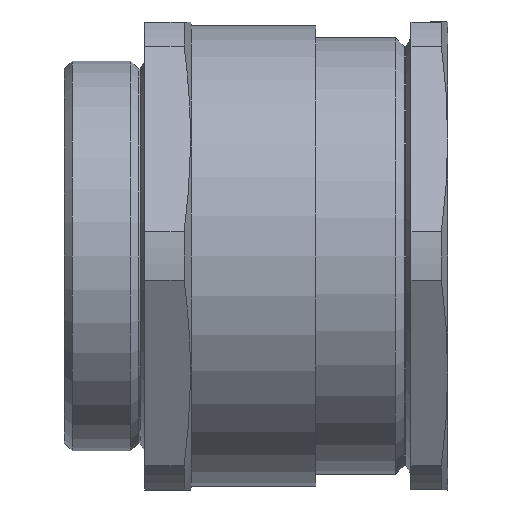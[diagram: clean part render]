
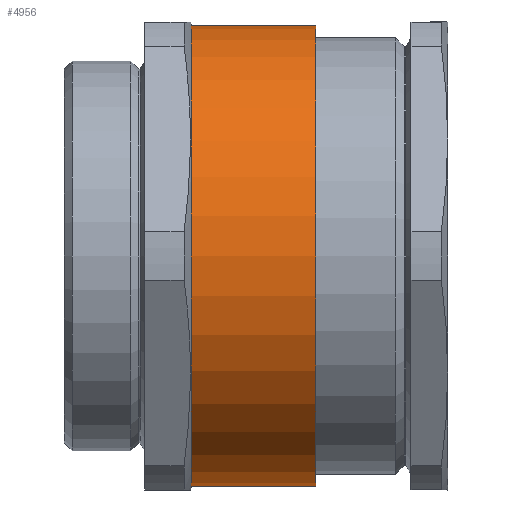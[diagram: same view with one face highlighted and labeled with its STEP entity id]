
A CAD part, front view. The second image highlights one B-rep face of the part: STEP entity #4956.
In plain terms, the highlighted cylindrical face has radius 29.5 mm (diameter 59 mm), a partial arc.
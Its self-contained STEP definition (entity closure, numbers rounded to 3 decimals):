
#255 = AXIS2_PLACEMENT_3D ( 'NONE', #4472, #1773, #4028 ) ;
#452 = AXIS2_PLACEMENT_3D ( 'NONE', #5060, #1598, #787 ) ;
#535 = DIRECTION ( 'NONE',  ( 1., 0., 0. ) ) ;
#787 = DIRECTION ( 'NONE',  ( 0., 0., -1. ) ) ;
#1143 = AXIS2_PLACEMENT_3D ( 'NONE', #4465, #535, #4404 ) ;
#1247 = FACE_OUTER_BOUND ( 'NONE', #4951, .T. ) ;
#1332 = VERTEX_POINT ( 'NONE', #4909 ) ;
#1433 = CIRCLE ( 'NONE', #452, 29.5 ) ;
#1453 = VERTEX_POINT ( 'NONE', #2520 ) ;
#1598 = DIRECTION ( 'NONE',  ( 1., 0., 0. ) ) ;
#1773 = DIRECTION ( 'NONE',  ( 1., 0., 0. ) ) ;
#1782 = LINE ( 'NONE', #4807, #4741 ) ;
#1801 = VERTEX_POINT ( 'NONE', #2581 ) ;
#2520 = CARTESIAN_POINT ( 'NONE',  ( 32.2, 0., -29.5 ) ) ;
#2581 = CARTESIAN_POINT ( 'NONE',  ( 16.3, 0., -29.5 ) ) ;
#2699 = EDGE_CURVE ( 'NONE', #1801, #1453, #3522, .T. ) ;
#2805 = CARTESIAN_POINT ( 'NONE',  ( 16.3, 0., 29.5 ) ) ;
#2883 = EDGE_CURVE ( 'NONE', #4975, #1332, #1782, .T. ) ;
#2974 = ORIENTED_EDGE ( 'NONE', *, *, #4457, .T. ) ;
#3522 = LINE ( 'NONE', #4174, #3699 ) ;
#3576 = ORIENTED_EDGE ( 'NONE', *, *, #2883, .F. ) ;
#3699 = VECTOR ( 'NONE', #4904, 1000. ) ;
#3767 = EDGE_CURVE ( 'NONE', #1332, #1453, #4811, .T. ) ;
#3794 = ORIENTED_EDGE ( 'NONE', *, *, #3767, .F. ) ;
#4028 = DIRECTION ( 'NONE',  ( 0., 0., -1. ) ) ;
#4035 = DIRECTION ( 'NONE',  ( 1., 0., 0. ) ) ;
#4107 = ORIENTED_EDGE ( 'NONE', *, *, #2699, .T. ) ;
#4174 = CARTESIAN_POINT ( 'NONE',  ( 32.2, 0., -29.5 ) ) ;
#4338 = CYLINDRICAL_SURFACE ( 'NONE', #255, 29.5 ) ;
#4404 = DIRECTION ( 'NONE',  ( 0., 0., -1. ) ) ;
#4457 = EDGE_CURVE ( 'NONE', #4975, #1801, #1433, .T. ) ;
#4465 = CARTESIAN_POINT ( 'NONE',  ( 32.2, 0., 0. ) ) ;
#4472 = CARTESIAN_POINT ( 'NONE',  ( 32.2, 0., 0. ) ) ;
#4741 = VECTOR ( 'NONE', #4035, 1000. ) ;
#4807 = CARTESIAN_POINT ( 'NONE',  ( 32.2, 0., 29.5 ) ) ;
#4811 = CIRCLE ( 'NONE', #1143, 29.5 ) ;
#4904 = DIRECTION ( 'NONE',  ( 1., 0., 0. ) ) ;
#4909 = CARTESIAN_POINT ( 'NONE',  ( 32.2, 0., 29.5 ) ) ;
#4951 = EDGE_LOOP ( 'NONE', ( #3576, #2974, #4107, #3794 ) ) ;
#4956 = ADVANCED_FACE ( 'NONE', ( #1247 ), #4338, .T. ) ;
#4975 = VERTEX_POINT ( 'NONE', #2805 ) ;
#5060 = CARTESIAN_POINT ( 'NONE',  ( 16.3, 0., 0. ) ) ;
